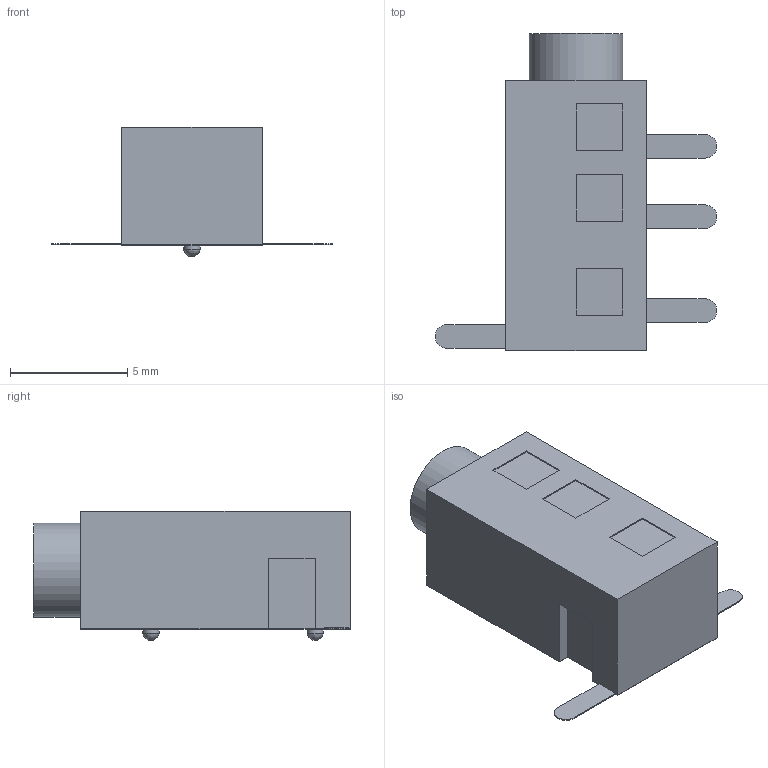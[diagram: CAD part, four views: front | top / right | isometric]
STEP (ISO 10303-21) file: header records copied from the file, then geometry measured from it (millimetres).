
FILE_DESCRIPTION(/* description */ (''),/* implementation_level */ '2;1');
FILE_NAME(/* name */ 'audio_3.5mm_trrs.step',/* time_stamp */ '2020-12-16T13:21:50+01:00',/* author */ (''),/* organization */ (''),/* preprocessor_version */ 'ST-DEVELOPER v18.1',/* originating_system */ 'Autodesk Translation Framework v9.7.1.1290',/* authorisation */ '');
FILE_SCHEMA (('AUTOMOTIVE_DESIGN { 1 0 10303 214 3 1 1 }'));
Length unit declared in the file: millimetre
Products named in the file (2): audio_3.5mm_trrs; Composant1
Assembly tree (1 placements, depth 2):
  audio_3.5mm_trrs
    Composant1
Bounding box: 12 x 13.5 x 5.5 mm (x, y, z)
Volume: 200.1 mm3; surface area: 946.9 mm2
Topology: 18 solids, 18 shells, 169 faces, 421 edges, 280 vertices
Faces by surface type: plane 152, cylinder 15, bspline 2
Full cylindrical faces by diameter (mm): 0.7 x2, 3 x1, 4 x1
Entity records: 5303 total; most frequent: CARTESIAN_POINT 1163, ORIENTED_EDGE 842, DIRECTION 795, EDGE_CURVE 421, LINE 375, VECTOR 375, VERTEX_POINT 280, AXIS2_PLACEMENT_3D 210
